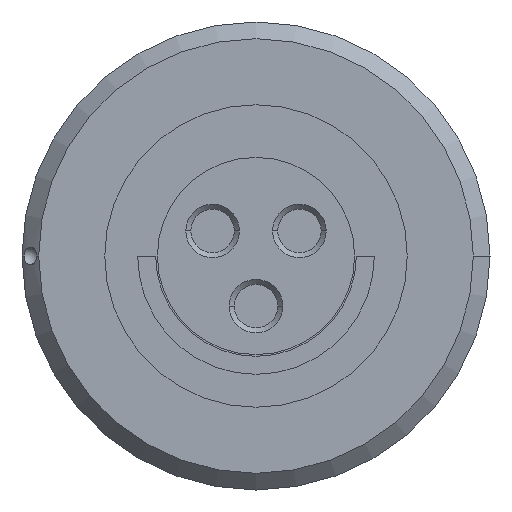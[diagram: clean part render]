
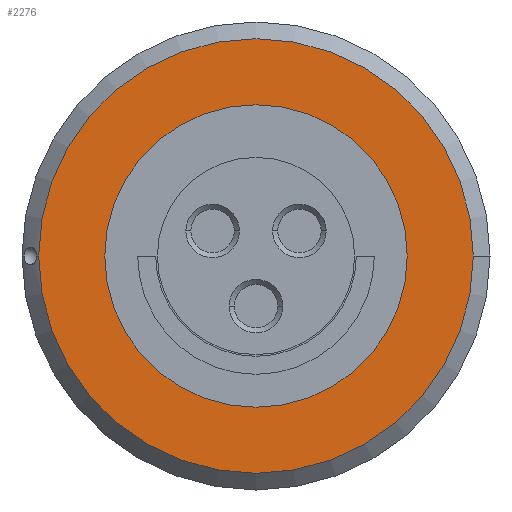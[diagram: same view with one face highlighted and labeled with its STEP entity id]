
A CAD part, left-side view. The second image highlights one B-rep face of the part: STEP entity #2276.
In plain terms, the highlighted planar face has unit normal (-1, 0, 0).
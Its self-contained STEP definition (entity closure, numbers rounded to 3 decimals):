
#478=CARTESIAN_POINT('',(-11.,0.,0.));
#479=DIRECTION('',(-1.,0.,0.));
#480=DIRECTION('',(0.,1.,0.));
#481=AXIS2_PLACEMENT_3D('',#478,#479,#480);
#486=CARTESIAN_POINT('',(-11.,0.,0.));
#487=DIRECTION('',(1.,0.,0.));
#488=DIRECTION('',(0.,1.,0.));
#489=AXIS2_PLACEMENT_3D('',#486,#487,#488);
#494=CARTESIAN_POINT('',(-11.,0.,0.));
#495=DIRECTION('',(1.,0.,0.));
#496=DIRECTION('',(0.,1.,0.));
#497=AXIS2_PLACEMENT_3D('',#494,#495,#496);
#516=CARTESIAN_POINT('',(-11.,0.,0.));
#517=DIRECTION('',(-1.,0.,0.));
#518=DIRECTION('',(0.,1.,0.));
#519=AXIS2_PLACEMENT_3D('',#516,#517,#518);
#1543=CARTESIAN_POINT('',(-11.,4.525,0.));
#1545=VERTEX_POINT('',#1543);
#1551=CARTESIAN_POINT('',(-11.,-6.5,0.));
#1552=VERTEX_POINT('',#1551);
#1553=CARTESIAN_POINT('',(-11.,-4.525,0.));
#1555=VERTEX_POINT('',#1553);
#1557=CARTESIAN_POINT('',(-11.,6.5,0.));
#1558=VERTEX_POINT('',#1557);
#2261=CARTESIAN_POINT('',(-11.,0.,0.));
#2262=DIRECTION('',(1.,0.,0.));
#2263=DIRECTION('',(0.,-1.,0.));
#2264=AXIS2_PLACEMENT_3D('',#2261,#2262,#2263);
#2265=PLANE('',#2264);
#2266=ORIENTED_EDGE('',*,*,#2199,.F.);
#2267=ORIENTED_EDGE('',*,*,#2248,.T.);
#2268=EDGE_LOOP('',(#2266,#2267));
#2269=FACE_OUTER_BOUND('',#2268,.F.);
#2271=ORIENTED_EDGE('',*,*,#2270,.F.);
#2273=ORIENTED_EDGE('',*,*,#2272,.T.);
#2274=EDGE_LOOP('',(#2271,#2273));
#2275=FACE_BOUND('',#2274,.F.);
#482=CIRCLE('',#481,6.5);
#490=CIRCLE('',#489,6.5);
#498=CIRCLE('',#497,4.525);
#520=CIRCLE('',#519,4.525);
#2199=EDGE_CURVE('',#1558,#1552,#482,.T.);
#2248=EDGE_CURVE('',#1558,#1552,#490,.T.);
#2270=EDGE_CURVE('',#1545,#1555,#498,.T.);
#2272=EDGE_CURVE('',#1545,#1555,#520,.T.);
#2276=ADVANCED_FACE('',(#2269,#2275),#2265,.F.);
